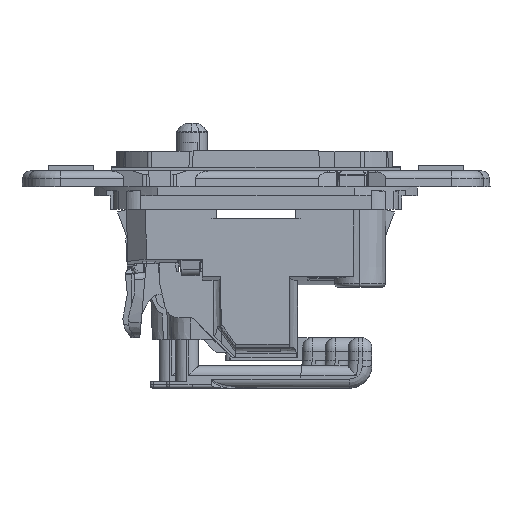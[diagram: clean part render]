
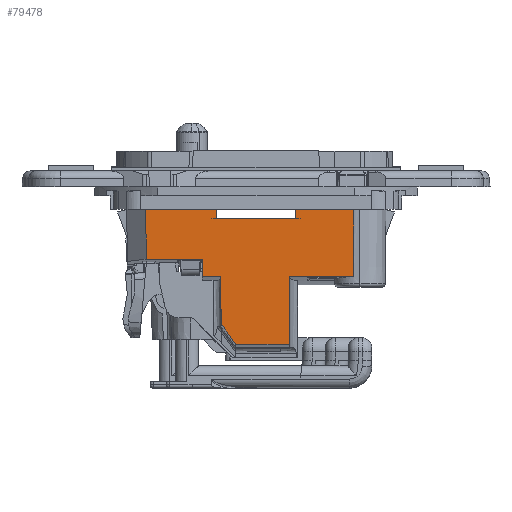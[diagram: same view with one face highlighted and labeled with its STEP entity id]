
A CAD part, left-side view. The second image highlights one B-rep face of the part: STEP entity #79478.
In plain terms, the highlighted planar face has unit normal (-1, 0, -0.009).
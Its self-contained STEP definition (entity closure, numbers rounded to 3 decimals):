
#79444=AXIS2_PLACEMENT_3D('Plane Axis2P3D',#79441,#79442,#79443) ;
#62637=CARTESIAN_POINT('Vertex',(-55.544,-15.212,-13.955)) ;
#62640=CARTESIAN_POINT('Line Origine',(-55.544,-5.889,-13.955)) ;
#62644=CARTESIAN_POINT('Vertex',(-55.544,-14.775,-13.955)) ;
#62647=CARTESIAN_POINT('Line Origine',(-55.544,-5.889,-13.955)) ;
#62651=CARTESIAN_POINT('Vertex',(-55.544,-5.25,-13.955)) ;
#63066=CARTESIAN_POINT('Vertex',(-55.675,17.175,1.)) ;
#63069=CARTESIAN_POINT('Line Origine',(-55.675,11.692,1.)) ;
#63073=CARTESIAN_POINT('Vertex',(-55.675,6.21,1.)) ;
#63080=CARTESIAN_POINT('Vertex',(-55.675,-6.21,1.)) ;
#63083=CARTESIAN_POINT('Line Origine',(-55.675,-10.703,1.)) ;
#63087=CARTESIAN_POINT('Vertex',(-55.675,-15.195,1.)) ;
#63631=CARTESIAN_POINT('Vertex',(-55.624,6.159,-4.85)) ;
#63660=CARTESIAN_POINT('Line Origine',(-55.649,6.184,-1.925)) ;
#63700=CARTESIAN_POINT('Vertex',(-55.624,-6.159,-4.85)) ;
#63703=CARTESIAN_POINT('Line Origine',(-55.649,-6.184,-1.925)) ;
#65332=CARTESIAN_POINT('Vertex',(-55.568,8.396,-11.252)) ;
#65335=CARTESIAN_POINT('Line Origine',(-55.568,10.088,-11.252)) ;
#65339=CARTESIAN_POINT('Vertex',(-55.568,17.131,-11.252)) ;
#69775=CARTESIAN_POINT('Control Point',(-55.452,-5.158,-24.517)) ;
#69776=CARTESIAN_POINT('Control Point',(-55.452,-2.391,-24.517)) ;
#69777=CARTESIAN_POINT('Control Point',(-55.452,0.375,-24.517)) ;
#69778=CARTESIAN_POINT('Control Point',(-55.452,3.139,-24.517)) ;
#69779=CARTESIAN_POINT('Vertex',(-55.452,-5.158,-24.517)) ;
#69781=CARTESIAN_POINT('Vertex',(-55.452,3.139,-24.517)) ;
#69844=CARTESIAN_POINT('Vertex',(-55.48,5.415,-21.337)) ;
#69856=CARTESIAN_POINT('Control Point',(-55.452,3.139,-24.517)) ;
#69857=CARTESIAN_POINT('Control Point',(-55.462,3.898,-23.457)) ;
#69858=CARTESIAN_POINT('Control Point',(-55.471,4.656,-22.397)) ;
#69859=CARTESIAN_POINT('Control Point',(-55.48,5.415,-21.337)) ;
#69899=CARTESIAN_POINT('Vertex',(-55.48,5.436,-21.308)) ;
#69915=CARTESIAN_POINT('Control Point',(-55.48,5.436,-21.308)) ;
#69916=CARTESIAN_POINT('Control Point',(-55.48,5.415,-21.337)) ;
#69940=CARTESIAN_POINT('Control Point',(-55.48,5.436,-21.308)) ;
#69941=CARTESIAN_POINT('Control Point',(-55.512,5.468,-17.631)) ;
#69942=CARTESIAN_POINT('Control Point',(-55.544,5.5,-13.955)) ;
#69943=CARTESIAN_POINT('Vertex',(-55.544,5.5,-13.955)) ;
#69991=CARTESIAN_POINT('Line Origine',(-55.544,-5.889,-13.955)) ;
#69995=CARTESIAN_POINT('Vertex',(-55.544,8.396,-13.955)) ;
#78196=CARTESIAN_POINT('Line Origine',(-55.556,8.396,-12.603)) ;
#78896=CARTESIAN_POINT('Line Origine',(-55.622,17.153,-5.126)) ;
#79430=CARTESIAN_POINT('Control Point',(-55.544,-5.25,-13.955)) ;
#79431=CARTESIAN_POINT('Control Point',(-55.498,-5.204,-19.236)) ;
#79432=CARTESIAN_POINT('Control Point',(-55.452,-5.158,-24.517)) ;
#79441=CARTESIAN_POINT('Axis2P3D Location',(-55.675,-0.062,1.)) ;
#79447=CARTESIAN_POINT('Control Point',(-55.675,-15.195,1.)) ;
#79448=CARTESIAN_POINT('Control Point',(-55.649,-15.199,-1.991)) ;
#79449=CARTESIAN_POINT('Control Point',(-55.623,-15.202,-4.982)) ;
#79450=CARTESIAN_POINT('Control Point',(-55.597,-15.205,-7.973)) ;
#79451=CARTESIAN_POINT('Control Point',(-55.571,-15.208,-10.964)) ;
#79452=CARTESIAN_POINT('Control Point',(-55.544,-15.212,-13.955)) ;
#79454=CARTESIAN_POINT('Line Origine',(-55.624,0.,-4.85)) ;
#62641=DIRECTION('Vector Direction',(0.,1.,0.)) ;
#62648=DIRECTION('Vector Direction',(0.,1.,0.)) ;
#63070=DIRECTION('Vector Direction',(0.,-1.,0.)) ;
#63084=DIRECTION('Vector Direction',(0.,-1.,0.)) ;
#63661=DIRECTION('Vector Direction',(0.009,-0.009,-1.)) ;
#63704=DIRECTION('Vector Direction',(0.009,0.009,-1.)) ;
#65336=DIRECTION('Vector Direction',(0.,1.,0.)) ;
#69992=DIRECTION('Vector Direction',(0.,1.,0.)) ;
#78197=DIRECTION('Vector Direction',(-0.009,0.,1.)) ;
#78897=DIRECTION('Vector Direction',(0.009,-0.004,-1.)) ;
#79442=DIRECTION('Axis2P3D Direction',(-1.,-0.,-0.009)) ;
#79443=DIRECTION('Axis2P3D XDirection',(0.,-1.,0.)) ;
#79455=DIRECTION('Vector Direction',(0.,-1.,0.)) ;
#62642=VECTOR('Line Direction',#62641,1.) ;
#62649=VECTOR('Line Direction',#62648,1.) ;
#63071=VECTOR('Line Direction',#63070,1.) ;
#63085=VECTOR('Line Direction',#63084,1.) ;
#63662=VECTOR('Line Direction',#63661,1.) ;
#63705=VECTOR('Line Direction',#63704,1.) ;
#65337=VECTOR('Line Direction',#65336,1.) ;
#69993=VECTOR('Line Direction',#69992,1.) ;
#78198=VECTOR('Line Direction',#78197,1.) ;
#78898=VECTOR('Line Direction',#78897,1.) ;
#79456=VECTOR('Line Direction',#79455,1.) ;
#79460=ORIENTED_EDGE('',*,*,#63075,.F.) ;
#79461=ORIENTED_EDGE('',*,*,#78900,.F.) ;
#79462=ORIENTED_EDGE('',*,*,#65341,.F.) ;
#79463=ORIENTED_EDGE('',*,*,#78200,.F.) ;
#79464=ORIENTED_EDGE('',*,*,#69997,.F.) ;
#79465=ORIENTED_EDGE('',*,*,#69945,.F.) ;
#79466=ORIENTED_EDGE('',*,*,#69917,.F.) ;
#79467=ORIENTED_EDGE('',*,*,#69860,.F.) ;
#79468=ORIENTED_EDGE('',*,*,#69783,.F.) ;
#79469=ORIENTED_EDGE('',*,*,#79433,.F.) ;
#79470=ORIENTED_EDGE('',*,*,#62653,.F.) ;
#79471=ORIENTED_EDGE('',*,*,#62646,.F.) ;
#79472=ORIENTED_EDGE('',*,*,#79453,.T.) ;
#79473=ORIENTED_EDGE('',*,*,#63089,.F.) ;
#79474=ORIENTED_EDGE('',*,*,#63707,.T.) ;
#79475=ORIENTED_EDGE('',*,*,#79458,.F.) ;
#79476=ORIENTED_EDGE('',*,*,#63664,.F.) ;
#79478=ADVANCED_FACE('T002680_A .2\\EG03481_A.1\\Socle',(#79477),#79445,.T.) ;
#69774=B_SPLINE_CURVE_WITH_KNOTS('',3,(#69775,#69776,#69777,#69778),.UNSPECIFIED.,.F.,.U.,(4,4),(0.,11.738),.UNSPECIFIED.) ;
#69855=B_SPLINE_CURVE_WITH_KNOTS('',3,(#69856,#69857,#69858,#69859),.UNSPECIFIED.,.F.,.U.,(4,4),(0.,5.532),.UNSPECIFIED.) ;
#69914=B_SPLINE_CURVE_WITH_KNOTS('',1,(#69915,#69916),.UNSPECIFIED.,.F.,.U.,(2,2),(0.164,0.2),.UNSPECIFIED.) ;
#69939=B_SPLINE_CURVE_WITH_KNOTS('',2,(#69940,#69941,#69942),.UNSPECIFIED.,.F.,.U.,(3,3),(-3.673,3.673),.UNSPECIFIED.) ;
#79429=B_SPLINE_CURVE_WITH_KNOTS('',2,(#79430,#79431,#79432),.UNSPECIFIED.,.F.,.U.,(3,3),(-5.275,5.275),.UNSPECIFIED.) ;
#79446=B_SPLINE_CURVE_WITH_KNOTS('',5,(#79447,#79448,#79449,#79450,#79451,#79452),.UNSPECIFIED.,.F.,.U.,(6,6),(0.,21.15),.UNSPECIFIED.) ;
#62646=EDGE_CURVE('',#62638,#62645,#62643,.T.) ;
#62653=EDGE_CURVE('',#62645,#62652,#62650,.T.) ;
#63075=EDGE_CURVE('',#63067,#63074,#63072,.T.) ;
#63089=EDGE_CURVE('',#63081,#63088,#63086,.T.) ;
#63664=EDGE_CURVE('',#63074,#63632,#63663,.T.) ;
#63707=EDGE_CURVE('',#63081,#63701,#63706,.T.) ;
#65341=EDGE_CURVE('',#65333,#65340,#65338,.T.) ;
#69783=EDGE_CURVE('',#69780,#69782,#69774,.T.) ;
#69860=EDGE_CURVE('',#69782,#69845,#69855,.T.) ;
#69917=EDGE_CURVE('',#69845,#69900,#69914,.F.) ;
#69945=EDGE_CURVE('',#69900,#69944,#69939,.T.) ;
#69997=EDGE_CURVE('',#69944,#69996,#69994,.T.) ;
#78200=EDGE_CURVE('',#69996,#65333,#78199,.T.) ;
#78900=EDGE_CURVE('',#65340,#63067,#78899,.F.) ;
#79433=EDGE_CURVE('',#62652,#69780,#79429,.T.) ;
#79453=EDGE_CURVE('',#62638,#63088,#79446,.F.) ;
#79458=EDGE_CURVE('',#63632,#63701,#79457,.T.) ;
#79459=EDGE_LOOP('',(#79460,#79461,#79462,#79463,#79464,#79465,#79466,#79467,#79468,#79469,#79470,#79471,#79472,#79473,#79474,#79475,#79476)) ;
#79477=FACE_OUTER_BOUND('',#79459,.T.) ;
#62643=LINE('Line',#62640,#62642) ;
#62650=LINE('Line',#62647,#62649) ;
#63072=LINE('Line',#63069,#63071) ;
#63086=LINE('Line',#63083,#63085) ;
#63663=LINE('Line',#63660,#63662) ;
#63706=LINE('Line',#63703,#63705) ;
#65338=LINE('Line',#65335,#65337) ;
#69994=LINE('Line',#69991,#69993) ;
#78199=LINE('Line',#78196,#78198) ;
#78899=LINE('Line',#78896,#78898) ;
#79457=LINE('Line',#79454,#79456) ;
#79445=PLANE('',#79444) ;
#62638=VERTEX_POINT('',#62637) ;
#62645=VERTEX_POINT('',#62644) ;
#62652=VERTEX_POINT('',#62651) ;
#63067=VERTEX_POINT('',#63066) ;
#63074=VERTEX_POINT('',#63073) ;
#63081=VERTEX_POINT('',#63080) ;
#63088=VERTEX_POINT('',#63087) ;
#63632=VERTEX_POINT('',#63631) ;
#63701=VERTEX_POINT('',#63700) ;
#65333=VERTEX_POINT('',#65332) ;
#65340=VERTEX_POINT('',#65339) ;
#69780=VERTEX_POINT('',#69779) ;
#69782=VERTEX_POINT('',#69781) ;
#69845=VERTEX_POINT('',#69844) ;
#69900=VERTEX_POINT('',#69899) ;
#69944=VERTEX_POINT('',#69943) ;
#69996=VERTEX_POINT('',#69995) ;
